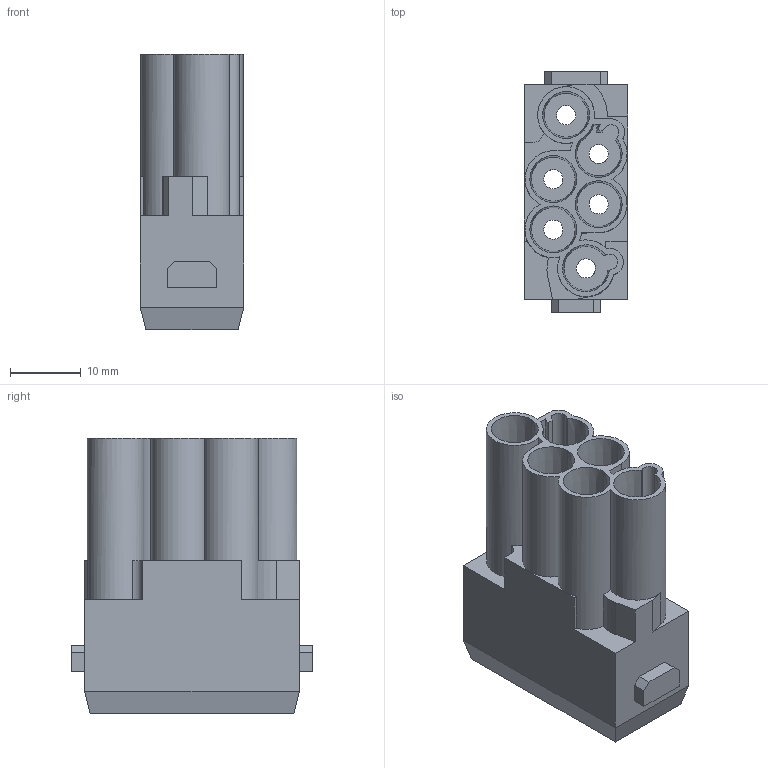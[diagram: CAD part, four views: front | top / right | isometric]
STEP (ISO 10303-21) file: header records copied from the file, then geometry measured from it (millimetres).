
FILE_DESCRIPTION(('Creo Elements/Direct Modeling STEP Export'),'2;1');
FILE_NAME('model.stp','2019-10-24T13:01:41',(''),(''),'Creo Elements/Direct Modeling STEP processor for AP214 (Solid Model)','Creo Elements/Direct Modeling 20.1A 29-Sep-2018 (C) Parametric Technology GmbH','');
FILE_SCHEMA(('AUTOMOTIVE_DESIGN { 1 0 10303 214 1 1 1 1 }'));
Length unit declared in the file: millimetre
Products named in the file (2): HC_M_06P_CT_M-select
Assembly tree (1 placements, depth 2):
  HC_M_06P_CT_M-select
    HC_M_06P_CT_M-select
Bounding box: 14.6 x 34.1 x 38.9 mm (x, y, z)
Volume: 8356.7 mm3; surface area: 8568.1 mm2
Topology: 1 solids, 1 shells, 151 faces, 396 edges, 261 vertices
Faces by surface type: plane 71, cylinder 49, cone 31
Entity records: 6108 total; most frequent: CARTESIAN_POINT 1253, ORIENTED_EDGE 792, DIRECTION 706, EDGE_CURVE 396, VERTEX_POINT 261, AXIS2_PLACEMENT_3D 247, VECTOR 212, LINE 212
